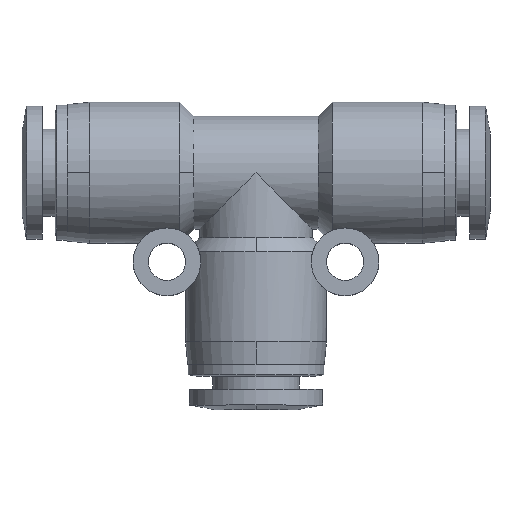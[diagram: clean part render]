
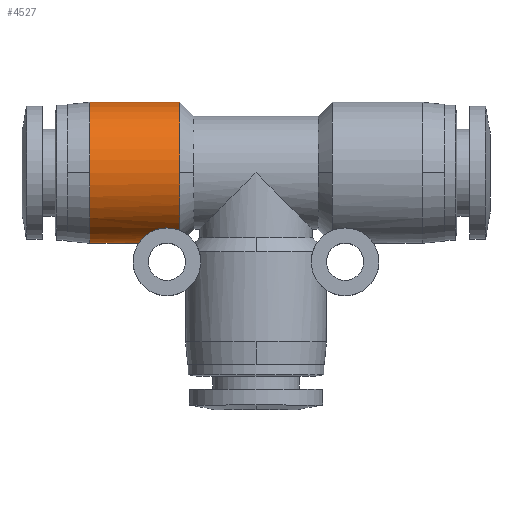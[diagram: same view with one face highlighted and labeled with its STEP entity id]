
A CAD part, top view. The second image highlights one B-rep face of the part: STEP entity #4527.
In plain terms, the highlighted cylindrical face has radius 6.25 mm (diameter 12.5 mm), a partial arc.
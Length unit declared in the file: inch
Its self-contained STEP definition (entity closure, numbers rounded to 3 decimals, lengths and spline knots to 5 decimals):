
#85 = CARTESIAN_POINT ( 'NONE',  ( -0.38595, -0.21941, 0.11175 ) ) ;
#104 = CARTESIAN_POINT ( 'NONE',  ( -0.28481, -0.19535, 0.14963 ) ) ;
#274 = DIRECTION ( 'NONE',  ( 1., 0., 0. ) ) ;
#310 = CIRCLE ( 'NONE', #1091, 0.24606 ) ;
#321 = CIRCLE ( 'NONE', #4369, 0.24606 ) ;
#493 = CARTESIAN_POINT ( 'NONE',  ( -0.37331, -0.21058, 0.12736 ) ) ;
#515 = AXIS2_PLACEMENT_3D ( 'NONE', #3854, #274, #3040 ) ;
#519 = CARTESIAN_POINT ( 'NONE',  ( -0.26575, -0.20194, 0.1406 ) ) ;
#557 = LINE ( 'NONE', #2025, #4690 ) ;
#824 = DIRECTION ( 'NONE',  ( 1., 0., 0. ) ) ;
#874 = CARTESIAN_POINT ( 'NONE',  ( -0.36186, -0.20431, 0.13717 ) ) ;
#1048 = AXIS2_PLACEMENT_3D ( 'NONE', #1742, #4556, #2139 ) ;
#1091 = AXIS2_PLACEMENT_3D ( 'NONE', #1253, #4043, #1646 ) ;
#1208 = LINE ( 'NONE', #5191, #1228 ) ;
#1228 = VECTOR ( 'NONE', #3112, 39.37008 ) ;
#1253 = CARTESIAN_POINT ( 'NONE',  ( -0.58071, 0., 0. ) ) ;
#1290 = CARTESIAN_POINT ( 'NONE',  ( -0.34838, -0.19886, 0.14494 ) ) ;
#1398 = CARTESIAN_POINT ( 'NONE',  ( -0.40967, -0.24606, 0. ) ) ;
#1423 = EDGE_CURVE ( 'NONE', #5084, #4914, #1861, .T. ) ;
#1515 = DIRECTION ( 'NONE',  ( -1., 0., 0. ) ) ;
#1626 = EDGE_CURVE ( 'NONE', #4844, #4978, #1208, .T. ) ;
#1646 = DIRECTION ( 'NONE',  ( 0., 1., 0. ) ) ;
#1667 = CARTESIAN_POINT ( 'NONE',  ( -0.40722, -0.24247, 0.04326 ) ) ;
#1692 = CARTESIAN_POINT ( 'NONE',  ( -0.33349, -0.19494, 0.15015 ) ) ;
#1742 = CARTESIAN_POINT ( 'NONE',  ( -0.26575, 0., 0. ) ) ;
#1861 = CIRCLE ( 'NONE', #1048, 0.24606 ) ;
#1930 = ORIENTED_EDGE ( 'NONE', *, *, #4879, .T. ) ;
#2025 = CARTESIAN_POINT ( 'NONE',  ( -0.42323, 0.24606, 0. ) ) ;
#2075 = CARTESIAN_POINT ( 'NONE',  ( -0.40138, -0.23488, 0.0741 ) ) ;
#2089 = CARTESIAN_POINT ( 'NONE',  ( -0.31732, -0.19296, 0.15269 ) ) ;
#2125 = ORIENTED_EDGE ( 'NONE', *, *, #3089, .T. ) ;
#2139 = DIRECTION ( 'NONE',  ( 0., 1., 0. ) ) ;
#2200 = DIRECTION ( 'NONE',  ( -1., 0., 0. ) ) ;
#2308 = CARTESIAN_POINT ( 'NONE',  ( -0.26575, 0., 0.24606 ) ) ;
#2355 = ORIENTED_EDGE ( 'NONE', *, *, #4779, .F. ) ;
#2467 = CARTESIAN_POINT ( 'NONE',  ( -0.39076, -0.22371, 0.10298 ) ) ;
#2490 = CARTESIAN_POINT ( 'NONE',  ( -0.30091, -0.19322, 0.15236 ) ) ;
#2551 = ORIENTED_EDGE ( 'NONE', *, *, #1626, .T. ) ;
#2576 = AXIS2_PLACEMENT_3D ( 'NONE', #3909, #1515, #4342 ) ;
#2595 = ORIENTED_EDGE ( 'NONE', *, *, #1423, .T. ) ;
#2709 = VERTEX_POINT ( 'NONE', #5188 ) ;
#2851 = CARTESIAN_POINT ( 'NONE',  ( -0.37673, -0.2128, 0.12362 ) ) ;
#2867 = CARTESIAN_POINT ( 'NONE',  ( -0.27469, -0.19822, 0.14593 ) ) ;
#3017 = VERTEX_POINT ( 'NONE', #5042 ) ;
#3040 = DIRECTION ( 'NONE',  ( 0., 1., 0. ) ) ;
#3072 = FACE_OUTER_BOUND ( 'NONE', #4656, .T. ) ;
#3089 = EDGE_CURVE ( 'NONE', #4902, #5084, #3842, .T. ) ;
#3112 = DIRECTION ( 'NONE',  ( 1., 0., 0. ) ) ;
#3236 = CARTESIAN_POINT ( 'NONE',  ( -0.36588, -0.20634, 0.13412 ) ) ;
#3257 = CARTESIAN_POINT ( 'NONE',  ( -0.26575, -0.20194, 0.1406 ) ) ;
#3420 = B_SPLINE_CURVE_WITH_KNOTS ( 'NONE', 3,
 ( #4045, #4888, #4068, #1667, #4481, #2075, #4908, #2467, #85, #2851, #493, #3236, #874, #3652, #1290, #4085, #1692, #4505, #2089, #4930, #2490, #104, #2867, #519 ),
 .UNSPECIFIED., .F., .F.,
 ( 4, 2, 2, 2, 2, 2, 2, 2, 2, 2, 2, 4 ),
 ( 0.00664, 0.00746, 0.00829, 0.00912, 0.00995, 0.01037, 0.01078, 0.0112, 0.01161, 0.01203, 0.01244, 0.01327 ),
 .UNSPECIFIED. ) ;
#3564 = EDGE_CURVE ( 'NONE', #4844, #2709, #321, .T. ) ;
#3599 = CARTESIAN_POINT ( 'NONE',  ( -0.58071, -0.24606, 0. ) ) ;
#3642 = CYLINDRICAL_SURFACE ( 'NONE', #515, 0.24606 ) ;
#3652 = CARTESIAN_POINT ( 'NONE',  ( -0.3531, -0.20056, 0.1426 ) ) ;
#3673 = CARTESIAN_POINT ( 'NONE',  ( -0.26575, 0.24606, 0. ) ) ;
#3842 = CIRCLE ( 'NONE', #2576, 0.24606 ) ;
#3854 = CARTESIAN_POINT ( 'NONE',  ( -0.42323, 0., 0. ) ) ;
#3909 = CARTESIAN_POINT ( 'NONE',  ( -0.26575, 0., 0. ) ) ;
#3912 = EDGE_CURVE ( 'NONE', #2709, #3017, #310, .T. ) ;
#4043 = DIRECTION ( 'NONE',  ( -1., 0., 0. ) ) ;
#4045 = CARTESIAN_POINT ( 'NONE',  ( -0.40967, -0.24606, 0. ) ) ;
#4068 = CARTESIAN_POINT ( 'NONE',  ( -0.4092, -0.24534, 0.02172 ) ) ;
#4085 = CARTESIAN_POINT ( 'NONE',  ( -0.3386, -0.19607, 0.1487 ) ) ;
#4342 = DIRECTION ( 'NONE',  ( 0., 1., 0. ) ) ;
#4369 = AXIS2_PLACEMENT_3D ( 'NONE', #4620, #2200, #5039 ) ;
#4481 = CARTESIAN_POINT ( 'NONE',  ( -0.40572, -0.24035, 0.05374 ) ) ;
#4505 = CARTESIAN_POINT ( 'NONE',  ( -0.32279, -0.19338, 0.15216 ) ) ;
#4527 = ADVANCED_FACE ( 'NONE', ( #3072 ), #3642, .T. ) ;
#4556 = DIRECTION ( 'NONE',  ( -1., 0., 0. ) ) ;
#4607 = ORIENTED_EDGE ( 'NONE', *, *, #3564, .F. ) ;
#4620 = CARTESIAN_POINT ( 'NONE',  ( -0.58071, 0., 0. ) ) ;
#4656 = EDGE_LOOP ( 'NONE', ( #4607, #2551, #1930, #2125, #2595, #2355, #4981 ) ) ;
#4690 = VECTOR ( 'NONE', #824, 39.37008 ) ;
#4779 = EDGE_CURVE ( 'NONE', #3017, #4914, #557, .T. ) ;
#4844 = VERTEX_POINT ( 'NONE', #3599 ) ;
#4879 = EDGE_CURVE ( 'NONE', #4978, #4902, #3420, .T. ) ;
#4888 = CARTESIAN_POINT ( 'NONE',  ( -0.40967, -0.24606, 0.01083 ) ) ;
#4902 = VERTEX_POINT ( 'NONE', #3257 ) ;
#4908 = CARTESIAN_POINT ( 'NONE',  ( -0.39854, -0.23152, 0.08397 ) ) ;
#4914 = VERTEX_POINT ( 'NONE', #3673 ) ;
#4930 = CARTESIAN_POINT ( 'NONE',  ( -0.30643, -0.19288, 0.15279 ) ) ;
#4978 = VERTEX_POINT ( 'NONE', #1398 ) ;
#4981 = ORIENTED_EDGE ( 'NONE', *, *, #3912, .F. ) ;
#5039 = DIRECTION ( 'NONE',  ( 0., 1., 0. ) ) ;
#5042 = CARTESIAN_POINT ( 'NONE',  ( -0.58071, 0.24606, 0. ) ) ;
#5084 = VERTEX_POINT ( 'NONE', #2308 ) ;
#5188 = CARTESIAN_POINT ( 'NONE',  ( -0.58071, 0., 0.24606 ) ) ;
#5191 = CARTESIAN_POINT ( 'NONE',  ( -0.42323, -0.24606, 0. ) ) ;
